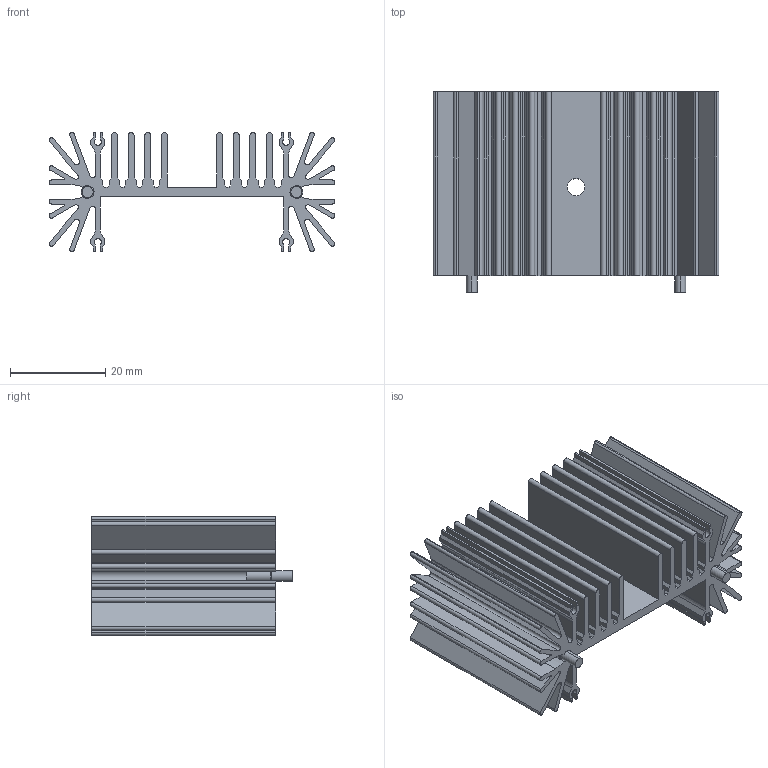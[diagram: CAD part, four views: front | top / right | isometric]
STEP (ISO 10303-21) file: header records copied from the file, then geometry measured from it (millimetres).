
FILE_DESCRIPTION (( 'STEP AP214' ), '1' );
FILE_NAME ('VM1-038-1AE.STEP', '2021-01-19T11:23:23', ( '' ), ( '' ), 'SwSTEP 2.0', 'SolidWorks 2017', '' );
FILE_SCHEMA (( 'AUTOMOTIVE_DESIGN' ));
Length unit declared in the file: millimetre
Products named in the file (1): VM1-038-1AE
Bounding box: 60 x 42.1 x 25 mm (x, y, z)
Volume: 16461.5 mm3; surface area: 24854.4 mm2
Topology: 3 solids, 3 shells, 256 faces, 742 edges, 492 vertices
Faces by surface type: plane 168, cylinder 84, cone 4
Entity records: 8466 total; most frequent: CARTESIAN_POINT 1491, ORIENTED_EDGE 1484, DIRECTION 1424, EDGE_CURVE 742, LINE 574, VECTOR 574, VERTEX_POINT 492, AXIS2_PLACEMENT_3D 425
